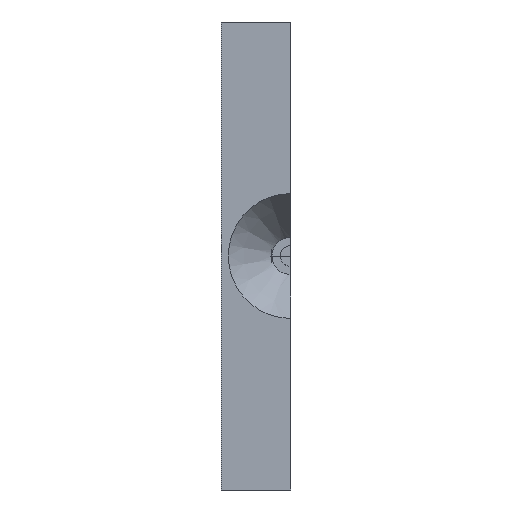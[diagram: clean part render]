
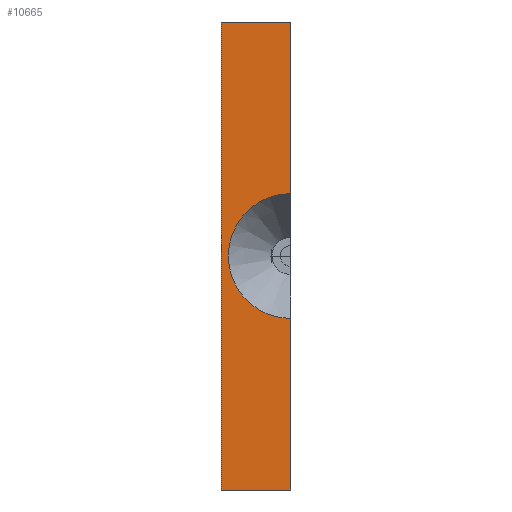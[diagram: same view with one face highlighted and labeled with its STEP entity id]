
A CAD part, left-side view. The second image highlights one B-rep face of the part: STEP entity #10665.
In plain terms, the highlighted planar face has unit normal (-1, 0, 0).
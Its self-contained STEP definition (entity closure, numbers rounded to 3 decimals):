
#430=PLANE('',#11301);
#763=FACE_OUTER_BOUND('',#1383,.T.);
#1383=EDGE_LOOP('',(#7264,#7265,#7266,#7267,#7268,#7269));
#2030=CIRCLE('',#11300,9.);
#2821=LINE('',#14577,#3638);
#2822=LINE('',#14579,#3639);
#2823=LINE('',#14581,#3640);
#2824=LINE('',#14583,#3641);
#2825=LINE('',#14584,#3642);
#3638=VECTOR('',#12101,10.);
#3639=VECTOR('',#12102,10.);
#3640=VECTOR('',#12103,10.);
#3641=VECTOR('',#12104,10.);
#3642=VECTOR('',#12105,10.);
#4454=VERTEX_POINT('',#14494);
#4457=VERTEX_POINT('',#14572);
#4458=VERTEX_POINT('',#14576);
#4459=VERTEX_POINT('',#14578);
#4460=VERTEX_POINT('',#14580);
#4461=VERTEX_POINT('',#14582);
#5561=EDGE_CURVE('',#4454,#4457,#2030,.T.);
#5562=EDGE_CURVE('',#4458,#4457,#2821,.T.);
#5563=EDGE_CURVE('',#4459,#4458,#2822,.T.);
#5564=EDGE_CURVE('',#4460,#4459,#2823,.T.);
#5565=EDGE_CURVE('',#4461,#4460,#2824,.T.);
#5566=EDGE_CURVE('',#4454,#4461,#2825,.T.);
#7264=ORIENTED_EDGE('',*,*,#5561,.T.);
#7265=ORIENTED_EDGE('',*,*,#5562,.F.);
#7266=ORIENTED_EDGE('',*,*,#5563,.F.);
#7267=ORIENTED_EDGE('',*,*,#5564,.F.);
#7268=ORIENTED_EDGE('',*,*,#5565,.F.);
#7269=ORIENTED_EDGE('',*,*,#5566,.F.);
#10665=ADVANCED_FACE('',(#763),#430,.T.);
#11300=AXIS2_PLACEMENT_3D('',#14574,#12097,#12098);
#11301=AXIS2_PLACEMENT_3D('',#14575,#12099,#12100);
#12097=DIRECTION('center_axis',(1.,0.,0.));
#12098=DIRECTION('ref_axis',(0.,-1.,0.));
#12099=DIRECTION('center_axis',(-1.,0.,0.));
#12100=DIRECTION('ref_axis',(0.,0.,1.));
#12101=DIRECTION('',(0.,0.,-1.));
#12102=DIRECTION('',(0.,-1.,0.));
#12103=DIRECTION('',(0.,0.,1.));
#12104=DIRECTION('',(0.,1.,0.));
#12105=DIRECTION('',(0.,0.,-1.));
#14494=CARTESIAN_POINT('',(-50.,0.,-9.));
#14572=CARTESIAN_POINT('',(-50.,0.,9.));
#14574=CARTESIAN_POINT('Origin',(-50.,0.,0.));
#14575=CARTESIAN_POINT('Origin',(-50.,0.,-33.76));
#14576=CARTESIAN_POINT('',(-50.,0.,33.76));
#14577=CARTESIAN_POINT('',(-50.,0.,-16.88));
#14578=CARTESIAN_POINT('',(-50.,10.,33.76));
#14579=CARTESIAN_POINT('',(-50.,0.,33.76));
#14580=CARTESIAN_POINT('',(-50.,10.,-33.76));
#14581=CARTESIAN_POINT('',(-50.,10.,33.76));
#14582=CARTESIAN_POINT('',(-50.,0.,-33.76));
#14583=CARTESIAN_POINT('',(-50.,0.,-33.76));
#14584=CARTESIAN_POINT('',(-50.,0.,-16.88));
